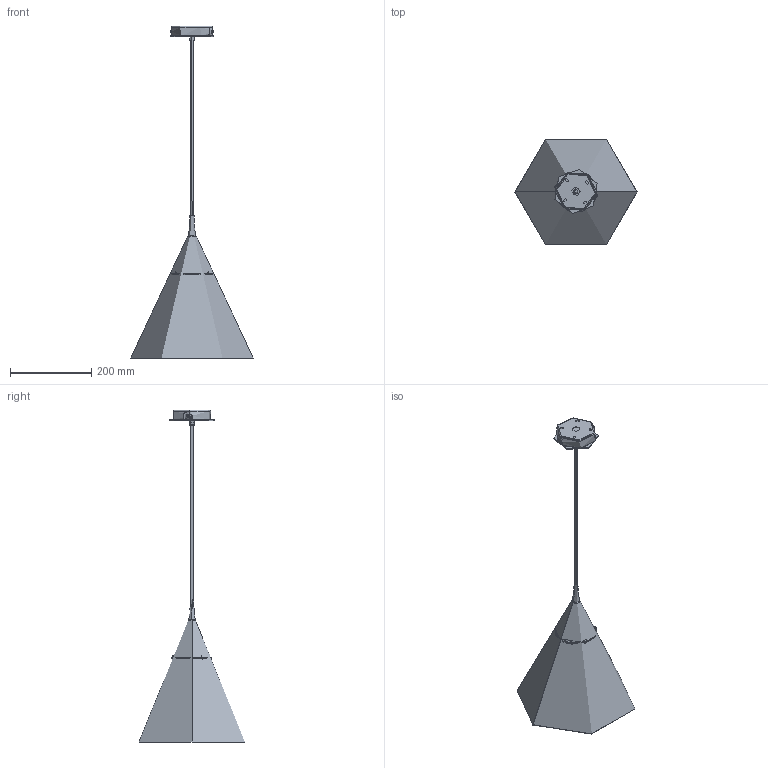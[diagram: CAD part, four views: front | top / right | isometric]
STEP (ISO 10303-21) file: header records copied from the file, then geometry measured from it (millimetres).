
FILE_DESCRIPTION (( 'STEP AP214' ), '1' );
FILE_NAME ('CONO_300_SOSPENSIONE.STEP', '2020-08-12T10:08:26', ( '' ), ( '' ), 'SwSTEP 2.0', 'SolidWorks 2014', '' );
FILE_SCHEMA (( 'AUTOMOTIVE_DESIGN' ));
Length unit declared in the file: millimetre
Products named in the file (42): raccordo_teomech_m8int_m10est; 048PS_001; grano_plast_m4x6_taglio_cacc; 048PXS_005; BOA_100_ASSIEME_alimentazione; 048PXS_003.SLDDRW; vite tsp-autofil-2-9x6,5; CONO_300_SOSPENSIONE; BLOCCACAVO STEAB ART 5100; Tige M10 x 1 x 15; vite tc m3x12 croce; EA_SCHEDA_LED_CL152_D100_17W+DIFFUSORE; 048PXS_002.SLDDRW; AVS_STAFFA_SUPPORTO_ART_1716; rondella dentellata d 3; 048PXS_006; 048PXS_008; CAVO4X0,5_TESSUTO_NERO; 048PXS_001
Assembly tree (26 placements, depth 3):
  raccordo_teomech_m8int_m10est
  048PS_001
  048PXS_005
  CONO_300_SOSPENSIONE
    vite tsp-autofil-2-9x6,5
    vite tsp-autofil-2-9x6,5
    vite tsp-autofil-2-9x6,5
  Tige M10 x 1 x 15
Bounding box: 300 x 259.81 x 816 mm (x, y, z)
Volume: 270184.1 mm3; surface area: 460498.6 mm2
Topology: 23 solids, 23 shells, 827 faces, 2043 edges, 1307 vertices
Faces by surface type: plane 524, cylinder 166, cone 95, torus 31, bspline 9, sphere 2
Entity records: 21837 total; most frequent: CARTESIAN_POINT 5350, DIRECTION 3148, ORIENTED_EDGE 3112, EDGE_CURVE 1556, AXIS2_PLACEMENT_3D 1052, LINE 1044, VECTOR 1044, VERTEX_POINT 996
